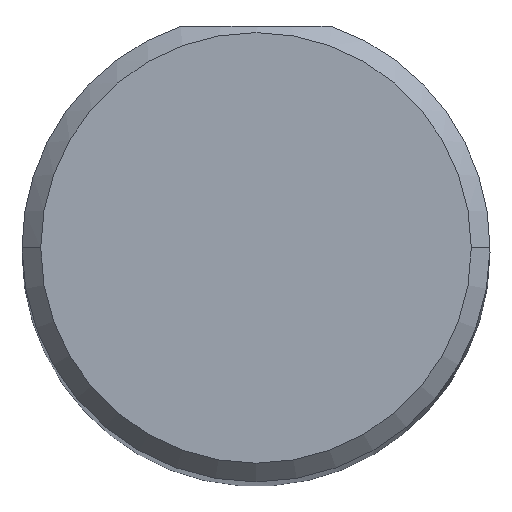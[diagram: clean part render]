
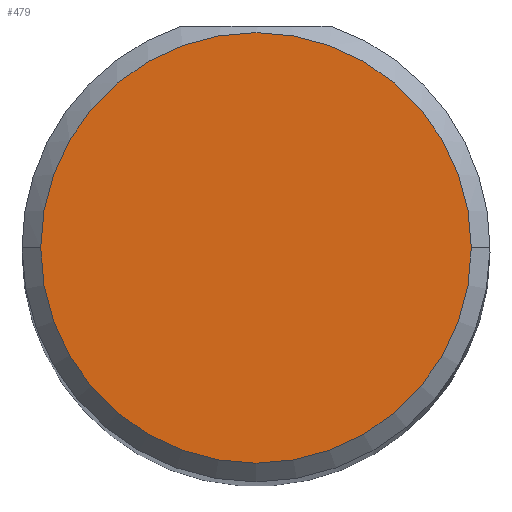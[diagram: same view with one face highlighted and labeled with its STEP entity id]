
A CAD part, top view. The second image highlights one B-rep face of the part: STEP entity #479.
In plain terms, the highlighted planar face has unit normal (0, 0, 1).
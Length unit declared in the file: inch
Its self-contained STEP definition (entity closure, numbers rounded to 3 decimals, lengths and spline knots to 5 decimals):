
#33 = ORIENTED_EDGE ( 'NONE', *, *, #517, .T. ) ;
#58 = CARTESIAN_POINT ( 'NONE',  ( 0., 0., 2.5 ) ) ;
#93 = ORIENTED_EDGE ( 'NONE', *, *, #417, .T. ) ;
#96 = CARTESIAN_POINT ( 'NONE',  ( 0.1725, 0., 2.5 ) ) ;
#108 = CIRCLE ( 'NONE', #493, 0.1725 ) ;
#117 = DIRECTION ( 'NONE',  ( 1., 0., 0. ) ) ;
#141 = AXIS2_PLACEMENT_3D ( 'NONE', #156, #245, #498 ) ;
#156 = CARTESIAN_POINT ( 'NONE',  ( 0., 0., 2.5 ) ) ;
#166 = EDGE_LOOP ( 'NONE', ( #33, #93 ) ) ;
#171 = CIRCLE ( 'NONE', #141, 0.1725 ) ;
#209 = VERTEX_POINT ( 'NONE', #96 ) ;
#239 = DIRECTION ( 'NONE',  ( 0., 0., 1. ) ) ;
#245 = DIRECTION ( 'NONE',  ( 0., 0., 1. ) ) ;
#320 = PLANE ( 'NONE',  #559 ) ;
#321 = VERTEX_POINT ( 'NONE', #514 ) ;
#373 = DIRECTION ( 'NONE',  ( 0., 0., 1. ) ) ;
#404 = DIRECTION ( 'NONE',  ( 1., 0., 0. ) ) ;
#417 = EDGE_CURVE ( 'NONE', #209, #321, #171, .T. ) ;
#420 = CARTESIAN_POINT ( 'NONE',  ( 0., 0., 2.5 ) ) ;
#444 = FACE_OUTER_BOUND ( 'NONE', #166, .T. ) ;
#479 = ADVANCED_FACE ( 'NONE', ( #444 ), #320, .T. ) ;
#493 = AXIS2_PLACEMENT_3D ( 'NONE', #420, #373, #117 ) ;
#498 = DIRECTION ( 'NONE',  ( 1., 0., 0. ) ) ;
#514 = CARTESIAN_POINT ( 'NONE',  ( -0.1725, 0., 2.5 ) ) ;
#517 = EDGE_CURVE ( 'NONE', #321, #209, #108, .T. ) ;
#559 = AXIS2_PLACEMENT_3D ( 'NONE', #58, #239, #404 ) ;
